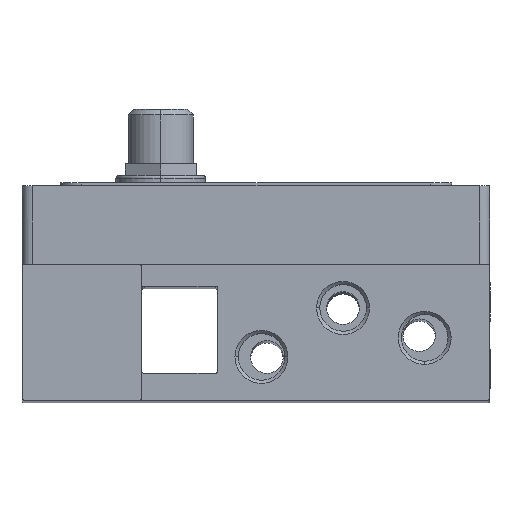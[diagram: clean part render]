
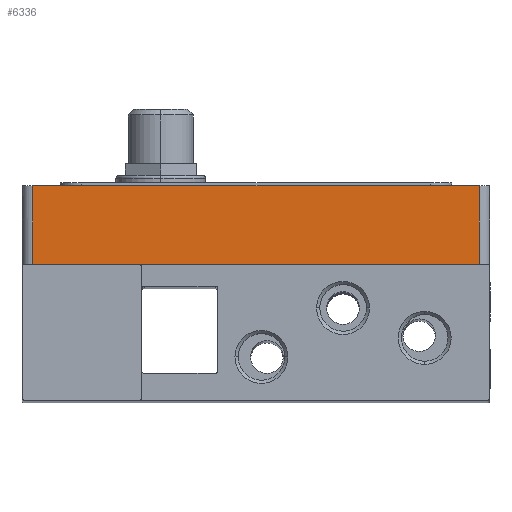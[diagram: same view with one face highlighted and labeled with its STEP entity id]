
A CAD part, top view. The second image highlights one B-rep face of the part: STEP entity #6336.
In plain terms, the highlighted planar face has unit normal (0, 0, 1).
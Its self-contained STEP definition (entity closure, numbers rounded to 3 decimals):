
#1213 = DIRECTION ( 'NONE',  ( 1., 0., 0. ) ) ;
#1231 = CARTESIAN_POINT ( 'NONE',  ( 2., 39.5, 20.5 ) ) ;
#1418 = ORIENTED_EDGE ( 'NONE', *, *, #14650, .F. ) ;
#1488 = FACE_OUTER_BOUND ( 'NONE', #7659, .T. ) ;
#1511 = CARTESIAN_POINT ( 'NONE',  ( 2., 39.5, 20.5 ) ) ;
#1568 = PLANE ( 'NONE',  #1851 ) ;
#1851 = AXIS2_PLACEMENT_3D ( 'NONE', #1231, #4072, #5195 ) ;
#1873 = CARTESIAN_POINT ( 'NONE',  ( 2., 39.5, 20.5 ) ) ;
#1904 = CARTESIAN_POINT ( 'NONE',  ( 2., 39.5, 20.5 ) ) ;
#4072 = DIRECTION ( 'NONE',  ( 0., 0., -1. ) ) ;
#4338 = VERTEX_POINT ( 'NONE', #7665 ) ;
#4353 = CARTESIAN_POINT ( 'NONE',  ( 2., 25., 20.5 ) ) ;
#4831 = ORIENTED_EDGE ( 'NONE', *, *, #12051, .F. ) ;
#5091 = LINE ( 'NONE', #12807, #5722 ) ;
#5148 = EDGE_CURVE ( 'NONE', #16391, #4338, #5091, .T. ) ;
#5195 = DIRECTION ( 'NONE',  ( -1., 0., 0. ) ) ;
#5240 = ORIENTED_EDGE ( 'NONE', *, *, #5148, .T. ) ;
#5470 = LINE ( 'NONE', #1511, #8683 ) ;
#5538 = DIRECTION ( 'NONE',  ( 0., -1., 0. ) ) ;
#5683 = VERTEX_POINT ( 'NONE', #1873 ) ;
#5722 = VECTOR ( 'NONE', #1213, 1000. ) ;
#6336 = ADVANCED_FACE ( 'NONE', ( #1488 ), #1568, .F. ) ;
#6464 = VERTEX_POINT ( 'NONE', #9957 ) ;
#7659 = EDGE_LOOP ( 'NONE', ( #1418, #16373, #4831, #5240 ) ) ;
#7665 = CARTESIAN_POINT ( 'NONE',  ( 84., 25., 20.5 ) ) ;
#8377 = LINE ( 'NONE', #1904, #16687 ) ;
#8683 = VECTOR ( 'NONE', #10504, 1000. ) ;
#8748 = EDGE_CURVE ( 'NONE', #5683, #6464, #5470, .T. ) ;
#9106 = CARTESIAN_POINT ( 'NONE',  ( 84., 39.5, 20.5 ) ) ;
#9957 = CARTESIAN_POINT ( 'NONE',  ( 84., 39.5, 20.5 ) ) ;
#10504 = DIRECTION ( 'NONE',  ( 1., 0., 0. ) ) ;
#10821 = LINE ( 'NONE', #9106, #13549 ) ;
#12051 = EDGE_CURVE ( 'NONE', #16391, #5683, #8377, .T. ) ;
#12537 = DIRECTION ( 'NONE',  ( 0., 1., 0. ) ) ;
#12807 = CARTESIAN_POINT ( 'NONE',  ( 85.5, 25., 20.5 ) ) ;
#13549 = VECTOR ( 'NONE', #5538, 1000. ) ;
#14650 = EDGE_CURVE ( 'NONE', #6464, #4338, #10821, .T. ) ;
#16373 = ORIENTED_EDGE ( 'NONE', *, *, #8748, .F. ) ;
#16391 = VERTEX_POINT ( 'NONE', #4353 ) ;
#16687 = VECTOR ( 'NONE', #12537, 1000. ) ;
